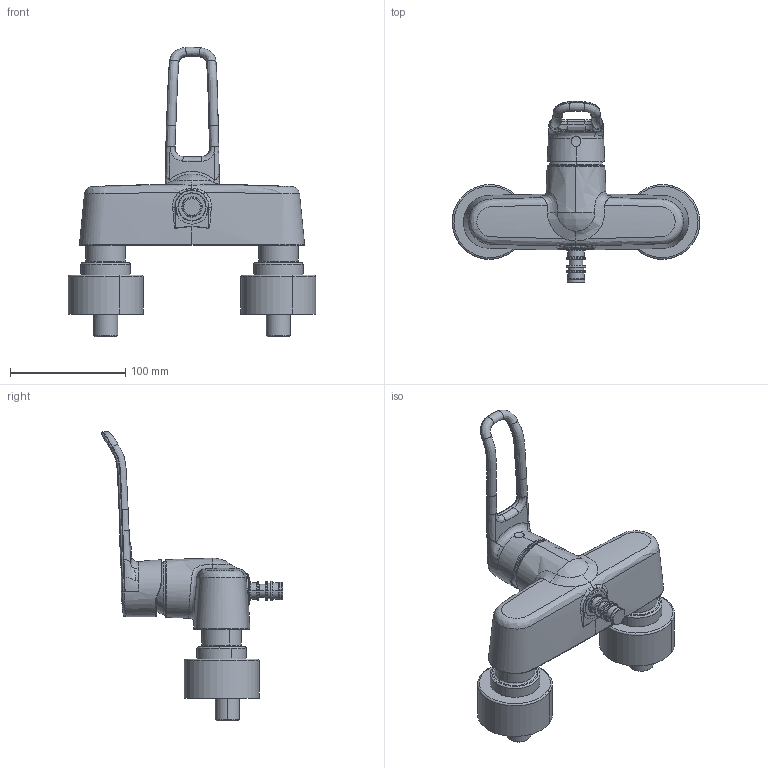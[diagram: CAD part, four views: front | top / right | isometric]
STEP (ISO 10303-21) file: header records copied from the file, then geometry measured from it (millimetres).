
FILE_DESCRIPTION (( 'STEP AP203' ), '1' );
FILE_NAME ('01556269(2023).STEP', '2023-09-27T09:40:28', ( '' ), ( '' ), 'SwSTEP 2.0', 'SolidWorks 2016', '' );
FILE_SCHEMA (( 'CONFIG_CONTROL_DESIGN' ));
Length unit declared in the file: millimetre
Products named in the file (1): 01556269(2023)
Bounding box: 214.94 x 157.22 x 251.5 mm (x, y, z)
Volume: 825982.6 mm3; surface area: 104210.7 mm2
Topology: 1 solids, 1 shells, 259 faces, 607 edges, 373 vertices
Faces by surface type: bspline 131, cylinder 50, plane 37, cone 35, torus 4, sphere 2
Entity records: 26313 total; most frequent: CARTESIAN_POINT 21196, ORIENTED_EDGE 1214, DIRECTION 797, EDGE_CURVE 607, VERTEX_POINT 373, AXIS2_PLACEMENT_3D 349, EDGE_LOOP 284, B_SPLINE_CURVE_WITH_KNOTS 267
